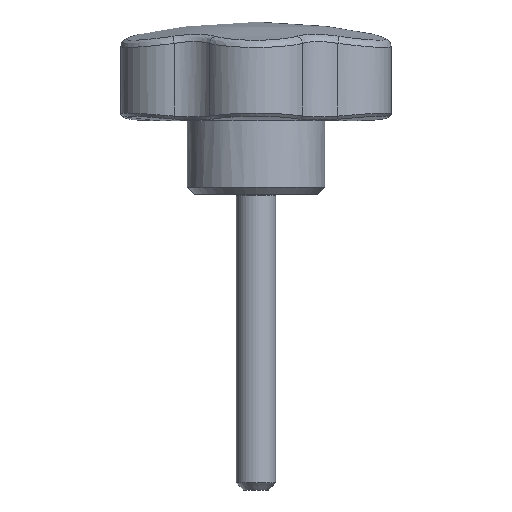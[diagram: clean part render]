
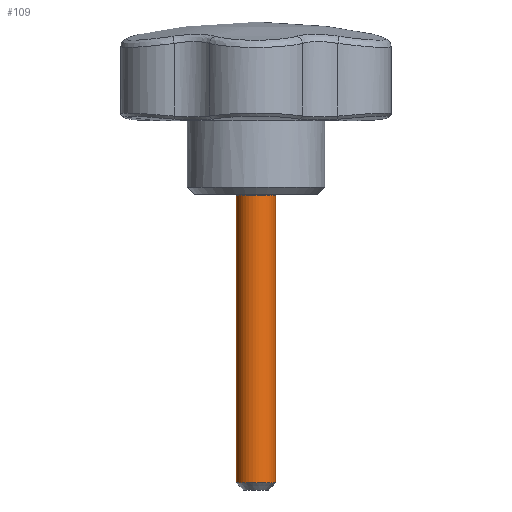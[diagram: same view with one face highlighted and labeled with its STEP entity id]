
A CAD part, front view. The second image highlights one B-rep face of the part: STEP entity #109.
In plain terms, the highlighted cylindrical face has radius 4 mm (diameter 8 mm), a full revolution.
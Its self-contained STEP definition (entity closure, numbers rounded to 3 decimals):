
#109 = ADVANCED_FACE( '', ( #280, #281 ), #282, .T. );
#280 = FACE_OUTER_BOUND( '', #525, .T. );
#281 = FACE_OUTER_BOUND( '', #526, .T. );
#282 = CYLINDRICAL_SURFACE( '', #527, 4. );
#525 = EDGE_LOOP( '', ( #3553 ) );
#526 = EDGE_LOOP( '', ( #3554 ) );
#527 = AXIS2_PLACEMENT_3D( '', #3555, #3556, #3557 );
#3553 = ORIENTED_EDGE( '', *, *, #4085, .T. );
#3554 = ORIENTED_EDGE( '', *, *, #4086, .T. );
#3555 = CARTESIAN_POINT( '', ( 0., 0., -87. ) );
#3556 = DIRECTION( '', ( 0., 0., -1. ) );
#3557 = DIRECTION( '', ( 1., 0., 0. ) );
#4085 = EDGE_CURVE( '', #4341, #4341, #4342, .F. );
#4086 = EDGE_CURVE( '', #4343, #4343, #4344, .T. );
#4341 = VERTEX_POINT( '', #4809 );
#4342 = CIRCLE( '', #4810, 4. );
#4343 = VERTEX_POINT( '', #4811 );
#4344 = CIRCLE( '', #4812, 4. );
#4809 = CARTESIAN_POINT( '', ( 4., 0., -0.2 ) );
#4810 = AXIS2_PLACEMENT_3D( '', #7350, #7351, #7352 );
#4811 = CARTESIAN_POINT( '', ( 4., 0., -58.5 ) );
#4812 = AXIS2_PLACEMENT_3D( '', #7353, #7354, #7355 );
#7350 = CARTESIAN_POINT( '', ( 0., 0., -0.2 ) );
#7351 = DIRECTION( '', ( 0., 0., 1. ) );
#7352 = DIRECTION( '', ( 1., 0., 0. ) );
#7353 = CARTESIAN_POINT( '', ( 0., 0., -58.5 ) );
#7354 = DIRECTION( '', ( 0., 0., 1. ) );
#7355 = DIRECTION( '', ( 1., 0., 0. ) );
